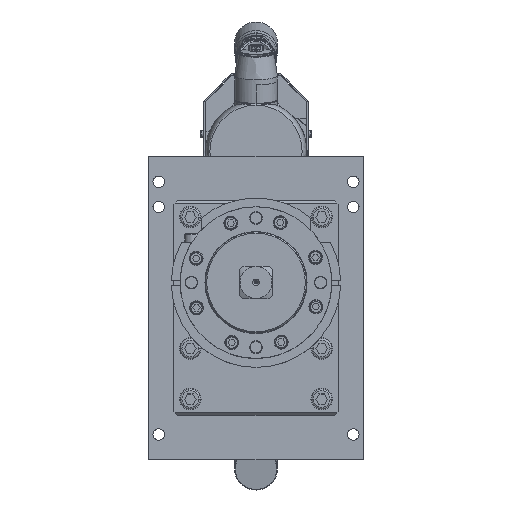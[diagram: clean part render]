
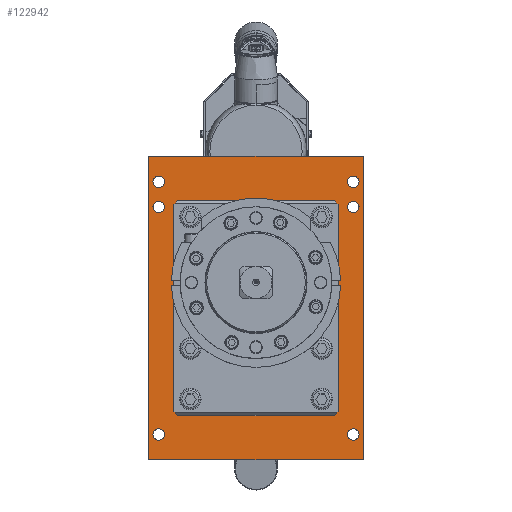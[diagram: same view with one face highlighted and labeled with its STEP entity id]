
A CAD part, top view. The second image highlights one B-rep face of the part: STEP entity #122942.
In plain terms, the highlighted planar face has unit normal (0, 0, 1).
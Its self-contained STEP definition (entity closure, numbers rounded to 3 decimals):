
#29301=DIRECTION('',(0.,1.,0.));
#29302=VECTOR('',#29301,9.449);
#29303=CARTESIAN_POINT('',(-3.346,-5.512,0.));
#29304=LINE('',#29303,#29302);
#29305=DIRECTION('',(1.,0.,0.));
#29306=VECTOR('',#29305,6.693);
#29307=CARTESIAN_POINT('',(-3.346,3.937,0.));
#29308=LINE('',#29307,#29306);
#29309=DIRECTION('',(0.,-1.,0.));
#29310=VECTOR('',#29309,9.449);
#29311=CARTESIAN_POINT('',(3.346,3.937,0.));
#29312=LINE('',#29311,#29310);
#29313=DIRECTION('',(-1.,0.,0.));
#29314=VECTOR('',#29313,6.693);
#29315=CARTESIAN_POINT('',(3.346,-5.512,0.));
#29316=LINE('',#29315,#29314);
#29317=CARTESIAN_POINT('',(3.031,3.15,0.));
#29318=DIRECTION('',(0.,0.,1.));
#29319=DIRECTION('',(1.,0.,0.));
#29320=AXIS2_PLACEMENT_3D('',#29317,#29318,#29319);
#29322=CARTESIAN_POINT('',(3.031,3.15,0.));
#29323=DIRECTION('',(0.,0.,1.));
#29324=DIRECTION('',(-1.,0.,0.));
#29325=AXIS2_PLACEMENT_3D('',#29322,#29323,#29324);
#29327=CARTESIAN_POINT('',(3.031,2.362,0.));
#29328=DIRECTION('',(0.,0.,1.));
#29329=DIRECTION('',(1.,0.,0.));
#29330=AXIS2_PLACEMENT_3D('',#29327,#29328,#29329);
#29332=CARTESIAN_POINT('',(3.031,2.362,0.));
#29333=DIRECTION('',(0.,0.,1.));
#29334=DIRECTION('',(-1.,0.,0.));
#29335=AXIS2_PLACEMENT_3D('',#29332,#29333,#29334);
#29337=CARTESIAN_POINT('',(3.031,-4.724,0.));
#29338=DIRECTION('',(0.,0.,1.));
#29339=DIRECTION('',(1.,0.,0.));
#29340=AXIS2_PLACEMENT_3D('',#29337,#29338,#29339);
#29342=CARTESIAN_POINT('',(3.031,-4.724,0.));
#29343=DIRECTION('',(0.,0.,1.));
#29344=DIRECTION('',(-1.,0.,0.));
#29345=AXIS2_PLACEMENT_3D('',#29342,#29343,#29344);
#29347=CARTESIAN_POINT('',(-3.031,3.15,0.));
#29348=DIRECTION('',(0.,0.,-1.));
#29349=DIRECTION('',(-1.,0.,0.));
#29350=AXIS2_PLACEMENT_3D('',#29347,#29348,#29349);
#29352=CARTESIAN_POINT('',(-3.031,3.15,0.));
#29353=DIRECTION('',(0.,0.,-1.));
#29354=DIRECTION('',(1.,0.,0.));
#29355=AXIS2_PLACEMENT_3D('',#29352,#29353,#29354);
#29357=CARTESIAN_POINT('',(-3.031,2.362,0.));
#29358=DIRECTION('',(0.,0.,-1.));
#29359=DIRECTION('',(-1.,0.,0.));
#29360=AXIS2_PLACEMENT_3D('',#29357,#29358,#29359);
#29362=CARTESIAN_POINT('',(-3.031,2.362,0.));
#29363=DIRECTION('',(0.,0.,-1.));
#29364=DIRECTION('',(1.,0.,0.));
#29365=AXIS2_PLACEMENT_3D('',#29362,#29363,#29364);
#29367=CARTESIAN_POINT('',(-3.031,-4.724,0.));
#29368=DIRECTION('',(0.,0.,-1.));
#29369=DIRECTION('',(-1.,0.,0.));
#29370=AXIS2_PLACEMENT_3D('',#29367,#29368,#29369);
#29372=CARTESIAN_POINT('',(-3.031,-4.724,0.));
#29373=DIRECTION('',(0.,0.,-1.));
#29374=DIRECTION('',(1.,0.,0.));
#29375=AXIS2_PLACEMENT_3D('',#29372,#29373,#29374);
#29377=DIRECTION('',(0.,1.,0.));
#29378=VECTOR('',#29377,6.457);
#29379=CARTESIAN_POINT('',(-2.559,-4.016,0.));
#29380=LINE('',#29379,#29378);
#29381=DIRECTION('',(0.707,-0.707,0.));
#29382=VECTOR('',#29381,0.167);
#29383=CARTESIAN_POINT('',(-2.559,-4.016,0.));
#29384=LINE('',#29383,#29382);
#29385=DIRECTION('',(-1.,0.,0.));
#29386=VECTOR('',#29385,4.882);
#29387=CARTESIAN_POINT('',(2.441,-4.134,0.));
#29388=LINE('',#29387,#29386);
#29389=DIRECTION('',(0.707,0.707,0.));
#29390=VECTOR('',#29389,0.167);
#29391=CARTESIAN_POINT('',(2.441,-4.134,0.));
#29392=LINE('',#29391,#29390);
#29393=DIRECTION('',(0.,-1.,0.));
#29394=VECTOR('',#29393,6.457);
#29395=CARTESIAN_POINT('',(2.559,2.441,0.));
#29396=LINE('',#29395,#29394);
#29397=DIRECTION('',(-0.707,0.707,0.));
#29398=VECTOR('',#29397,0.167);
#29399=CARTESIAN_POINT('',(2.559,2.441,0.));
#29400=LINE('',#29399,#29398);
#29401=DIRECTION('',(1.,0.,0.));
#29402=VECTOR('',#29401,4.882);
#29403=CARTESIAN_POINT('',(-2.441,2.559,0.));
#29404=LINE('',#29403,#29402);
#29405=DIRECTION('',(-0.707,-0.707,0.));
#29406=VECTOR('',#29405,0.167);
#29407=CARTESIAN_POINT('',(-2.441,2.559,0.));
#29408=LINE('',#29407,#29406);
#72087=CARTESIAN_POINT('',(-3.346,-5.512,0.));
#72088=CARTESIAN_POINT('',(-3.346,3.937,0.));
#72089=VERTEX_POINT('',#72087);
#72090=VERTEX_POINT('',#72088);
#72091=CARTESIAN_POINT('',(3.346,3.937,0.));
#72092=VERTEX_POINT('',#72091);
#72093=CARTESIAN_POINT('',(3.346,-5.512,0.));
#72094=VERTEX_POINT('',#72093);
#72127=CARTESIAN_POINT('',(3.209,3.15,0.));
#72128=CARTESIAN_POINT('',(2.854,3.15,0.));
#72129=VERTEX_POINT('',#72127);
#72130=VERTEX_POINT('',#72128);
#72135=CARTESIAN_POINT('',(3.209,2.362,0.));
#72136=CARTESIAN_POINT('',(2.854,2.362,0.));
#72137=VERTEX_POINT('',#72135);
#72138=VERTEX_POINT('',#72136);
#72143=CARTESIAN_POINT('',(3.209,-4.724,0.));
#72144=CARTESIAN_POINT('',(2.854,-4.724,0.));
#72145=VERTEX_POINT('',#72143);
#72146=VERTEX_POINT('',#72144);
#72152=CARTESIAN_POINT('',(-3.209,3.15,0.));
#72154=VERTEX_POINT('',#72152);
#72156=CARTESIAN_POINT('',(-2.854,3.15,0.));
#72158=VERTEX_POINT('',#72156);
#72160=CARTESIAN_POINT('',(-3.209,2.362,0.));
#72162=VERTEX_POINT('',#72160);
#72164=CARTESIAN_POINT('',(-2.854,2.362,0.));
#72166=VERTEX_POINT('',#72164);
#72168=CARTESIAN_POINT('',(-3.209,-4.724,0.));
#72170=VERTEX_POINT('',#72168);
#72172=CARTESIAN_POINT('',(-2.854,-4.724,0.));
#72174=VERTEX_POINT('',#72172);
#72267=CARTESIAN_POINT('',(-2.559,-4.016,0.));
#72268=CARTESIAN_POINT('',(-2.559,2.441,0.));
#72269=VERTEX_POINT('',#72267);
#72270=VERTEX_POINT('',#72268);
#72271=CARTESIAN_POINT('',(-2.441,2.559,0.));
#72272=CARTESIAN_POINT('',(2.441,2.559,0.));
#72273=VERTEX_POINT('',#72271);
#72274=VERTEX_POINT('',#72272);
#72275=CARTESIAN_POINT('',(2.559,2.441,0.));
#72276=CARTESIAN_POINT('',(2.559,-4.016,0.));
#72277=VERTEX_POINT('',#72275);
#72278=VERTEX_POINT('',#72276);
#72279=CARTESIAN_POINT('',(2.441,-4.134,0.));
#72280=CARTESIAN_POINT('',(-2.441,-4.134,0.));
#72281=VERTEX_POINT('',#72279);
#72282=VERTEX_POINT('',#72280);
#122874=CARTESIAN_POINT('',(0.,0.,0.));
#122875=DIRECTION('',(0.,0.,-1.));
#122876=DIRECTION('',(1.,0.,0.));
#122877=AXIS2_PLACEMENT_3D('',#122874,#122875,#122876);
#122878=PLANE('',#122877);
#122879=ORIENTED_EDGE('',*,*,#122857,.T.);
#122881=ORIENTED_EDGE('',*,*,#122880,.T.);
#122883=ORIENTED_EDGE('',*,*,#122882,.T.);
#122885=ORIENTED_EDGE('',*,*,#122884,.T.);
#122886=EDGE_LOOP('',(#122879,#122881,#122883,#122885));
#122887=FACE_OUTER_BOUND('',#122886,.F.);
#122889=ORIENTED_EDGE('',*,*,#122888,.T.);
#122891=ORIENTED_EDGE('',*,*,#122890,.T.);
#122892=EDGE_LOOP('',(#122889,#122891));
#122893=FACE_BOUND('',#122892,.F.);
#122895=ORIENTED_EDGE('',*,*,#122894,.T.);
#122897=ORIENTED_EDGE('',*,*,#122896,.T.);
#122898=EDGE_LOOP('',(#122895,#122897));
#122899=FACE_BOUND('',#122898,.F.);
#122901=ORIENTED_EDGE('',*,*,#122900,.T.);
#122903=ORIENTED_EDGE('',*,*,#122902,.T.);
#122904=EDGE_LOOP('',(#122901,#122903));
#122905=FACE_BOUND('',#122904,.F.);
#122907=ORIENTED_EDGE('',*,*,#122906,.F.);
#122909=ORIENTED_EDGE('',*,*,#122908,.F.);
#122910=EDGE_LOOP('',(#122907,#122909));
#122911=FACE_BOUND('',#122910,.F.);
#122913=ORIENTED_EDGE('',*,*,#122912,.F.);
#122915=ORIENTED_EDGE('',*,*,#122914,.F.);
#122916=EDGE_LOOP('',(#122913,#122915));
#122917=FACE_BOUND('',#122916,.F.);
#122919=ORIENTED_EDGE('',*,*,#122918,.F.);
#122921=ORIENTED_EDGE('',*,*,#122920,.F.);
#122922=EDGE_LOOP('',(#122919,#122921));
#122923=FACE_BOUND('',#122922,.F.);
#122925=ORIENTED_EDGE('',*,*,#122924,.F.);
#122927=ORIENTED_EDGE('',*,*,#122926,.T.);
#122929=ORIENTED_EDGE('',*,*,#122928,.F.);
#122931=ORIENTED_EDGE('',*,*,#122930,.T.);
#122933=ORIENTED_EDGE('',*,*,#122932,.F.);
#122935=ORIENTED_EDGE('',*,*,#122934,.T.);
#122937=ORIENTED_EDGE('',*,*,#122936,.F.);
#122939=ORIENTED_EDGE('',*,*,#122938,.T.);
#122940=EDGE_LOOP('',(#122925,#122927,#122929,#122931,#122933,#122935,#122937,
#122939));
#122941=FACE_BOUND('',#122940,.F.);
#122942=ADVANCED_FACE('',(#122887,#122893,#122899,#122905,#122911,#122917,
#122923,#122941),#122878,.F.);
#29321=CIRCLE('',#29320,0.177);
#29326=CIRCLE('',#29325,0.177);
#29331=CIRCLE('',#29330,0.177);
#29336=CIRCLE('',#29335,0.177);
#29341=CIRCLE('',#29340,0.177);
#29346=CIRCLE('',#29345,0.177);
#29351=CIRCLE('',#29350,0.177);
#29356=CIRCLE('',#29355,0.177);
#29361=CIRCLE('',#29360,0.177);
#29366=CIRCLE('',#29365,0.177);
#29371=CIRCLE('',#29370,0.177);
#29376=CIRCLE('',#29375,0.177);
#122857=EDGE_CURVE('',#72089,#72090,#29304,.T.);
#122880=EDGE_CURVE('',#72090,#72092,#29308,.T.);
#122882=EDGE_CURVE('',#72092,#72094,#29312,.T.);
#122884=EDGE_CURVE('',#72094,#72089,#29316,.T.);
#122888=EDGE_CURVE('',#72129,#72130,#29321,.T.);
#122890=EDGE_CURVE('',#72130,#72129,#29326,.T.);
#122894=EDGE_CURVE('',#72137,#72138,#29331,.T.);
#122896=EDGE_CURVE('',#72138,#72137,#29336,.T.);
#122900=EDGE_CURVE('',#72145,#72146,#29341,.T.);
#122902=EDGE_CURVE('',#72146,#72145,#29346,.T.);
#122906=EDGE_CURVE('',#72154,#72158,#29351,.T.);
#122908=EDGE_CURVE('',#72158,#72154,#29356,.T.);
#122912=EDGE_CURVE('',#72162,#72166,#29361,.T.);
#122914=EDGE_CURVE('',#72166,#72162,#29366,.T.);
#122918=EDGE_CURVE('',#72170,#72174,#29371,.T.);
#122920=EDGE_CURVE('',#72174,#72170,#29376,.T.);
#122924=EDGE_CURVE('',#72269,#72270,#29380,.T.);
#122926=EDGE_CURVE('',#72269,#72282,#29384,.T.);
#122928=EDGE_CURVE('',#72281,#72282,#29388,.T.);
#122930=EDGE_CURVE('',#72281,#72278,#29392,.T.);
#122932=EDGE_CURVE('',#72277,#72278,#29396,.T.);
#122934=EDGE_CURVE('',#72277,#72274,#29400,.T.);
#122936=EDGE_CURVE('',#72273,#72274,#29404,.T.);
#122938=EDGE_CURVE('',#72273,#72270,#29408,.T.);
